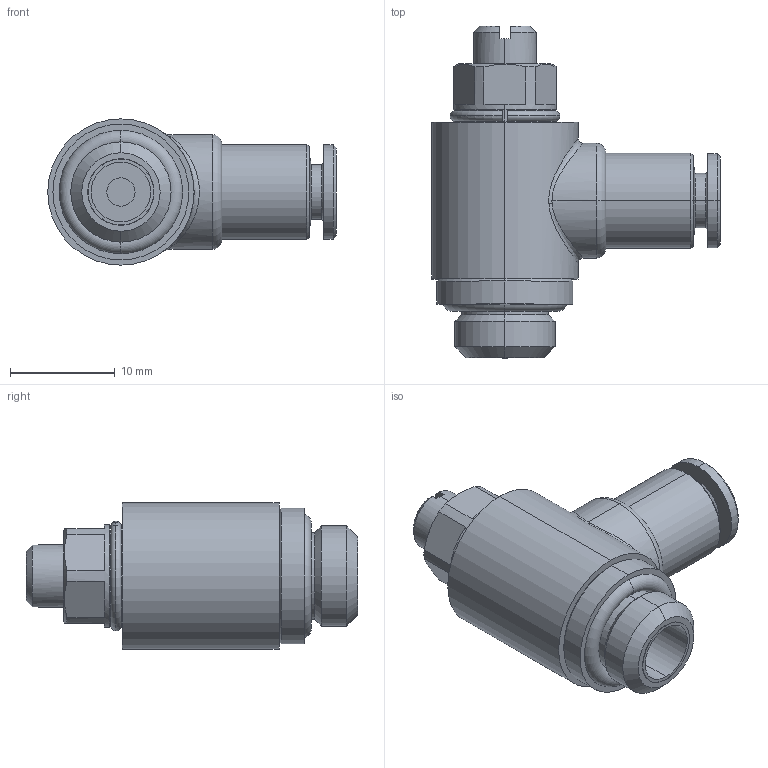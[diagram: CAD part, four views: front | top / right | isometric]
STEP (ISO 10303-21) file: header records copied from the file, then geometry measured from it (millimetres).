
FILE_DESCRIPTION(( 'MV.18.04.18C.STEP' ), '1');
FILE_NAME( 'MV.18.04.18C.STEP', '2018-10-04T09:38:11',( 'Sopra'),('sopra-pneumatic.com'), 'SwSTEP 2.0','SolidWorks 2009','' );
FILE_SCHEMA (( 'CONFIG_CONTROL_DESIGN' ));
Length unit declared in the file: millimetre
Products named in the file (1): 04080C11
Bounding box: 27.6 x 31.75 x 14 mm (x, y, z)
Volume: 4091.9 mm3; surface area: 2391.7 mm2
Topology: 2 solids, 4 shells, 101 faces, 215 edges, 136 vertices
Faces by surface type: plane 36, cylinder 35, cone 22, torus 6, bspline 2
Entity records: 3920 total; most frequent: CARTESIAN_POINT 1614, DIRECTION 501, ORIENTED_EDGE 430, EDGE_CURVE 215, AXIS2_PLACEMENT_3D 211, VERTEX_POINT 136, EDGE_LOOP 115, CIRCLE 111
